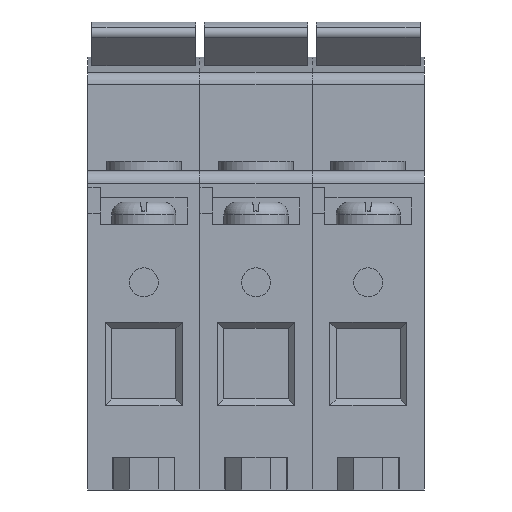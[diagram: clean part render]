
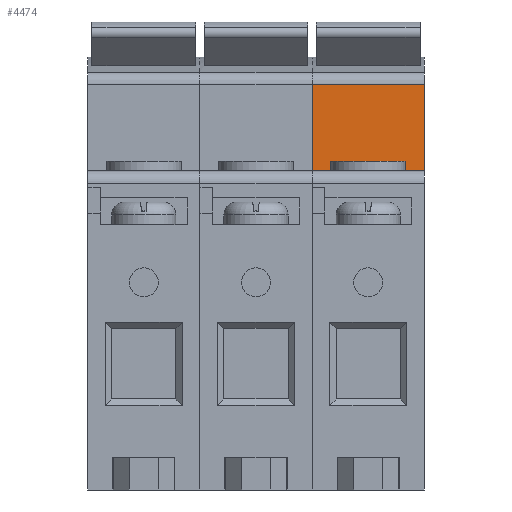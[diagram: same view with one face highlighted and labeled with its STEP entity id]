
A CAD part, front view. The second image highlights one B-rep face of the part: STEP entity #4474.
In plain terms, the highlighted planar face has unit normal (0, -1, 0).
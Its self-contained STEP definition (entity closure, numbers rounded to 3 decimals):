
#1698 = PLANE ( 'NONE',  #19627 ) ;
#3747 = DIRECTION ( 'NONE',  ( 0., 0., -1. ) ) ;
#4359 = EDGE_LOOP ( 'NONE', ( #24239, #14655, #8653, #7230 ) ) ;
#4474 = ADVANCED_FACE ( 'NONE', ( #19380 ), #1698, .F. ) ;
#5234 = CARTESIAN_POINT ( 'NONE',  ( 8.75, -22.5, 49.8 ) ) ;
#6225 = EDGE_CURVE ( 'NONE', #25101, #21764, #15164, .T. ) ;
#7230 = ORIENTED_EDGE ( 'NONE', *, *, #10401, .F. ) ;
#7591 = VECTOR ( 'NONE', #23577, 1000. ) ;
#7639 = DIRECTION ( 'NONE',  ( 0., 0., 1. ) ) ;
#7946 = VERTEX_POINT ( 'NONE', #24357 ) ;
#7965 = LINE ( 'NONE', #25539, #21142 ) ;
#8653 = ORIENTED_EDGE ( 'NONE', *, *, #20343, .T. ) ;
#10401 = EDGE_CURVE ( 'NONE', #21764, #7946, #7965, .T. ) ;
#11276 = DIRECTION ( 'NONE',  ( 0., 0., -1. ) ) ;
#12377 = CARTESIAN_POINT ( 'NONE',  ( -8.75, -22.5, 63.215 ) ) ;
#14655 = ORIENTED_EDGE ( 'NONE', *, *, #17385, .T. ) ;
#15164 = LINE ( 'NONE', #5234, #18922 ) ;
#17067 = VERTEX_POINT ( 'NONE', #12377 ) ;
#17385 = EDGE_CURVE ( 'NONE', #25101, #17067, #19568, .T. ) ;
#17397 = CARTESIAN_POINT ( 'NONE',  ( 8.75, -22.5, 63.215 ) ) ;
#17448 = CARTESIAN_POINT ( 'NONE',  ( 8.75, -22.5, 49.8 ) ) ;
#18922 = VECTOR ( 'NONE', #11276, 1000. ) ;
#19326 = DIRECTION ( 'NONE',  ( -1., 0., 0. ) ) ;
#19380 = FACE_OUTER_BOUND ( 'NONE', #4359, .T. ) ;
#19568 = LINE ( 'NONE', #25388, #7591 ) ;
#19627 = AXIS2_PLACEMENT_3D ( 'NONE', #17448, #25335, #7639 ) ;
#20343 = EDGE_CURVE ( 'NONE', #17067, #7946, #21566, .T. ) ;
#20410 = CARTESIAN_POINT ( 'NONE',  ( 8.75, -22.5, 49.8 ) ) ;
#21142 = VECTOR ( 'NONE', #19326, 1000. ) ;
#21566 = LINE ( 'NONE', #25323, #22552 ) ;
#21764 = VERTEX_POINT ( 'NONE', #20410 ) ;
#22552 = VECTOR ( 'NONE', #3747, 1000. ) ;
#23577 = DIRECTION ( 'NONE',  ( -1., 0., 0. ) ) ;
#24239 = ORIENTED_EDGE ( 'NONE', *, *, #6225, .F. ) ;
#24357 = CARTESIAN_POINT ( 'NONE',  ( -8.75, -22.5, 49.8 ) ) ;
#25101 = VERTEX_POINT ( 'NONE', #17397 ) ;
#25323 = CARTESIAN_POINT ( 'NONE',  ( -8.75, -22.5, 49.8 ) ) ;
#25335 = DIRECTION ( 'NONE',  ( 0., 1., 0. ) ) ;
#25388 = CARTESIAN_POINT ( 'NONE',  ( 8.75, -22.5, 63.215 ) ) ;
#25539 = CARTESIAN_POINT ( 'NONE',  ( 8.75, -22.5, 49.8 ) ) ;
